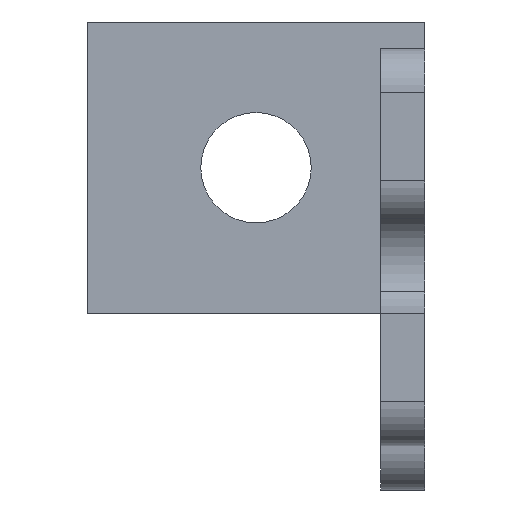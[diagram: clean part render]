
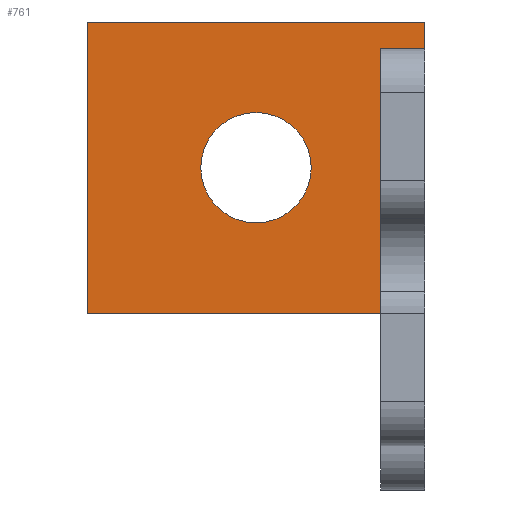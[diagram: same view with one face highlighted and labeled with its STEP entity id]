
A CAD part, left-side view. The second image highlights one B-rep face of the part: STEP entity #761.
In plain terms, the highlighted planar face has unit normal (-1, 0, 0).
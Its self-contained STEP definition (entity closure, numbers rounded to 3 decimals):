
#15=FACE_BOUND('',#93,.T.);
#29=PLANE('',#824);
#53=FACE_OUTER_BOUND('',#92,.T.);
#92=EDGE_LOOP('',(#526,#527,#528,#529,#530,#531));
#93=EDGE_LOOP('',(#532,#533));
#146=LINE('',#1140,#222);
#147=LINE('',#1142,#223);
#148=LINE('',#1144,#224);
#149=LINE('',#1146,#225);
#150=LINE('',#1148,#226);
#151=LINE('',#1149,#227);
#222=VECTOR('',#912,10.);
#223=VECTOR('',#913,10.);
#224=VECTOR('',#914,10.);
#225=VECTOR('',#915,10.);
#226=VECTOR('',#916,10.);
#227=VECTOR('',#917,10.);
#299=CIRCLE('',#825,2.5);
#300=CIRCLE('',#826,2.5);
#337=VERTEX_POINT('',#1138);
#338=VERTEX_POINT('',#1139);
#339=VERTEX_POINT('',#1141);
#340=VERTEX_POINT('',#1143);
#341=VERTEX_POINT('',#1145);
#342=VERTEX_POINT('',#1147);
#343=VERTEX_POINT('',#1150);
#344=VERTEX_POINT('',#1151);
#413=EDGE_CURVE('',#337,#338,#146,.T.);
#414=EDGE_CURVE('',#339,#337,#147,.T.);
#415=EDGE_CURVE('',#340,#339,#148,.T.);
#416=EDGE_CURVE('',#341,#340,#149,.T.);
#417=EDGE_CURVE('',#342,#341,#150,.T.);
#418=EDGE_CURVE('',#338,#342,#151,.T.);
#419=EDGE_CURVE('',#343,#344,#299,.T.);
#420=EDGE_CURVE('',#344,#343,#300,.T.);
#526=ORIENTED_EDGE('',*,*,#413,.F.);
#527=ORIENTED_EDGE('',*,*,#414,.F.);
#528=ORIENTED_EDGE('',*,*,#415,.F.);
#529=ORIENTED_EDGE('',*,*,#416,.F.);
#530=ORIENTED_EDGE('',*,*,#417,.F.);
#531=ORIENTED_EDGE('',*,*,#418,.F.);
#532=ORIENTED_EDGE('',*,*,#419,.F.);
#533=ORIENTED_EDGE('',*,*,#420,.F.);
#761=ADVANCED_FACE('',(#53,#15),#29,.F.);
#824=AXIS2_PLACEMENT_3D('',#1137,#910,#911);
#825=AXIS2_PLACEMENT_3D('',#1152,#918,#919);
#826=AXIS2_PLACEMENT_3D('',#1153,#920,#921);
#910=DIRECTION('center_axis',(1.,0.,0.));
#911=DIRECTION('ref_axis',(0.,0.,-1.));
#912=DIRECTION('',(0.,0.,-1.));
#913=DIRECTION('',(0.,1.,0.));
#914=DIRECTION('',(0.,0.,-1.));
#915=DIRECTION('',(0.,-1.,0.));
#916=DIRECTION('',(0.,0.,1.));
#917=DIRECTION('',(0.,1.,0.));
#918=DIRECTION('center_axis',(-1.,0.,0.));
#919=DIRECTION('ref_axis',(0.,0.,-1.));
#920=DIRECTION('center_axis',(-1.,0.,0.));
#921=DIRECTION('ref_axis',(0.,0.,-1.));
#1137=CARTESIAN_POINT('Origin',(-2.,7.65,4.6));
#1138=CARTESIAN_POINT('',(-2.,2.,10.));
#1139=CARTESIAN_POINT('',(-2.,2.,-2.));
#1140=CARTESIAN_POINT('',(-2.,2.,5.3));
#1141=CARTESIAN_POINT('',(-2.,0.,10.));
#1142=CARTESIAN_POINT('',(-2.,3.825,10.));
#1143=CARTESIAN_POINT('',(-2.,0.,11.2));
#1144=CARTESIAN_POINT('',(-2.,0.,11.2));
#1145=CARTESIAN_POINT('',(-2.,15.3,11.2));
#1146=CARTESIAN_POINT('',(-2.,15.3,11.2));
#1147=CARTESIAN_POINT('',(-2.,15.3,-2.));
#1148=CARTESIAN_POINT('',(-2.,15.3,-2.));
#1149=CARTESIAN_POINT('',(-2.,0.,-2.));
#1150=CARTESIAN_POINT('',(-2.,7.65,2.1));
#1151=CARTESIAN_POINT('',(-2.,7.65,7.1));
#1152=CARTESIAN_POINT('Origin',(-2.,7.65,4.6));
#1153=CARTESIAN_POINT('Origin',(-2.,7.65,4.6));
